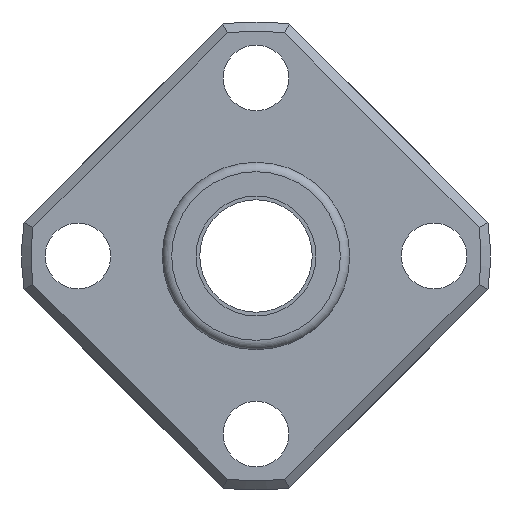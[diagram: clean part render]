
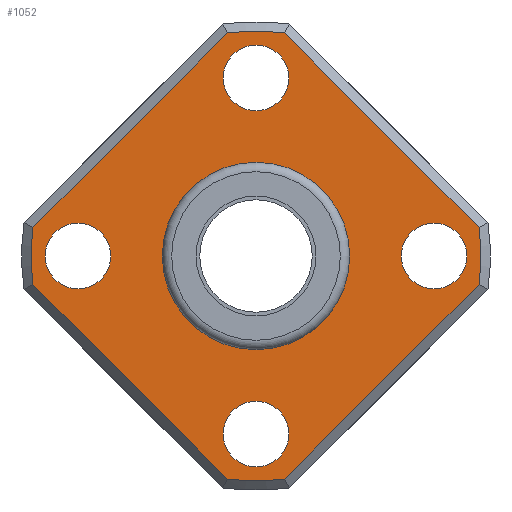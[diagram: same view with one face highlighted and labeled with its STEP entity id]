
A CAD part, left-side view. The second image highlights one B-rep face of the part: STEP entity #1052.
In plain terms, the highlighted planar face has unit normal (-1, 0, 0).
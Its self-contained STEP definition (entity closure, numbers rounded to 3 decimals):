
#60=CIRCLE('',#1143,5.);
#66=CIRCLE('',#1155,12.);
#67=CIRCLE('',#1156,12.);
#68=CIRCLE('',#1157,12.);
#69=CIRCLE('',#1158,12.);
#70=CIRCLE('',#1159,1.75);
#71=CIRCLE('',#1160,1.75);
#72=CIRCLE('',#1161,1.75);
#73=CIRCLE('',#1162,1.75);
#190=ORIENTED_EDGE('',*,*,#465,.T.);
#191=ORIENTED_EDGE('',*,*,#466,.T.);
#192=ORIENTED_EDGE('',*,*,#467,.T.);
#193=ORIENTED_EDGE('',*,*,#468,.T.);
#194=ORIENTED_EDGE('',*,*,#469,.T.);
#195=ORIENTED_EDGE('',*,*,#470,.T.);
#196=ORIENTED_EDGE('',*,*,#471,.T.);
#197=ORIENTED_EDGE('',*,*,#472,.T.);
#198=ORIENTED_EDGE('',*,*,#473,.T.);
#199=ORIENTED_EDGE('',*,*,#474,.T.);
#200=ORIENTED_EDGE('',*,*,#475,.T.);
#201=ORIENTED_EDGE('',*,*,#476,.T.);
#202=ORIENTED_EDGE('',*,*,#459,.F.);
#459=EDGE_CURVE('',#595,#595,#60,.F.);
#465=EDGE_CURVE('',#601,#602,#685,.T.);
#466=EDGE_CURVE('',#602,#603,#66,.F.);
#467=EDGE_CURVE('',#603,#604,#686,.T.);
#468=EDGE_CURVE('',#604,#605,#67,.F.);
#469=EDGE_CURVE('',#605,#606,#687,.T.);
#470=EDGE_CURVE('',#606,#607,#68,.F.);
#471=EDGE_CURVE('',#607,#608,#688,.T.);
#472=EDGE_CURVE('',#608,#601,#69,.F.);
#473=EDGE_CURVE('',#609,#609,#70,.T.);
#474=EDGE_CURVE('',#610,#610,#71,.T.);
#475=EDGE_CURVE('',#611,#611,#72,.T.);
#476=EDGE_CURVE('',#612,#612,#73,.T.);
#595=VERTEX_POINT('',#1672);
#601=VERTEX_POINT('',#1690);
#602=VERTEX_POINT('',#1691);
#603=VERTEX_POINT('',#1693);
#604=VERTEX_POINT('',#1695);
#605=VERTEX_POINT('',#1697);
#606=VERTEX_POINT('',#1699);
#607=VERTEX_POINT('',#1701);
#608=VERTEX_POINT('',#1703);
#609=VERTEX_POINT('',#1706);
#610=VERTEX_POINT('',#1708);
#611=VERTEX_POINT('',#1710);
#612=VERTEX_POINT('',#1712);
#685=LINE('',#1689,#765);
#686=LINE('',#1694,#766);
#687=LINE('',#1698,#767);
#688=LINE('',#1702,#768);
#765=VECTOR('',#1354,1000.);
#766=VECTOR('',#1357,1000.);
#767=VECTOR('',#1360,1000.);
#768=VECTOR('',#1363,1000.);
#823=EDGE_LOOP('',(#190,#191,#192,#193,#194,#195,#196,#197));
#824=EDGE_LOOP('',(#198));
#825=EDGE_LOOP('',(#199));
#826=EDGE_LOOP('',(#200));
#827=EDGE_LOOP('',(#201));
#828=EDGE_LOOP('',(#202));
#921=FACE_BOUND('',#823,.T.);
#922=FACE_BOUND('',#824,.T.);
#923=FACE_BOUND('',#825,.T.);
#924=FACE_BOUND('',#826,.T.);
#925=FACE_BOUND('',#827,.T.);
#926=FACE_BOUND('',#828,.T.);
#1004=PLANE('',#1154);
#1052=ADVANCED_FACE('',(#921,#922,#923,#924,#925,#926),#1004,.F.);
#1143=AXIS2_PLACEMENT_3D('',#1671,#1330,#1331);
#1154=AXIS2_PLACEMENT_3D('',#1688,#1352,#1353);
#1155=AXIS2_PLACEMENT_3D('',#1692,#1355,#1356);
#1156=AXIS2_PLACEMENT_3D('',#1696,#1358,#1359);
#1157=AXIS2_PLACEMENT_3D('',#1700,#1361,#1362);
#1158=AXIS2_PLACEMENT_3D('',#1704,#1364,#1365);
#1159=AXIS2_PLACEMENT_3D('',#1705,#1366,#1367);
#1160=AXIS2_PLACEMENT_3D('',#1707,#1368,#1369);
#1161=AXIS2_PLACEMENT_3D('',#1709,#1370,#1371);
#1162=AXIS2_PLACEMENT_3D('',#1711,#1372,#1373);
#1330=DIRECTION('',(1.,0.,0.));
#1331=DIRECTION('',(0.,0.,-1.));
#1352=DIRECTION('',(1.,0.,0.));
#1353=DIRECTION('',(0.,0.,-1.));
#1354=DIRECTION('',(0.,0.707,0.707));
#1355=DIRECTION('',(1.,0.,0.));
#1356=DIRECTION('',(0.,0.,-1.));
#1357=DIRECTION('',(0.,0.707,-0.707));
#1358=DIRECTION('',(1.,0.,0.));
#1359=DIRECTION('',(0.,0.,-1.));
#1360=DIRECTION('',(0.,-0.707,-0.707));
#1361=DIRECTION('',(1.,0.,0.));
#1362=DIRECTION('',(0.,0.,-1.));
#1363=DIRECTION('',(0.,-0.707,0.707));
#1364=DIRECTION('',(1.,0.,0.));
#1365=DIRECTION('',(0.,0.,-1.));
#1366=DIRECTION('',(1.,0.,0.));
#1367=DIRECTION('',(0.,0.,-1.));
#1368=DIRECTION('',(1.,0.,0.));
#1369=DIRECTION('',(0.,0.,-1.));
#1370=DIRECTION('',(1.,0.,0.));
#1371=DIRECTION('',(0.,0.,-1.));
#1372=DIRECTION('',(1.,0.,0.));
#1373=DIRECTION('',(0.,0.,-1.));
#1671=CARTESIAN_POINT('',(-30.,0.,0.));
#1672=CARTESIAN_POINT('',(-30.,0.,-5.));
#1688=CARTESIAN_POINT('',(-30.,0.,0.));
#1689=CARTESIAN_POINT('',(-30.,-6.718,6.718));
#1690=CARTESIAN_POINT('',(-30.,-11.902,1.533));
#1691=CARTESIAN_POINT('',(-30.,-1.533,11.902));
#1692=CARTESIAN_POINT('',(-30.,0.,0.));
#1693=CARTESIAN_POINT('',(-30.,1.533,11.902));
#1694=CARTESIAN_POINT('',(-30.,6.718,6.718));
#1695=CARTESIAN_POINT('',(-30.,11.902,1.533));
#1696=CARTESIAN_POINT('',(-30.,0.,0.));
#1697=CARTESIAN_POINT('',(-30.,11.902,-1.533));
#1698=CARTESIAN_POINT('',(-30.,6.718,-6.718));
#1699=CARTESIAN_POINT('',(-30.,1.533,-11.902));
#1700=CARTESIAN_POINT('',(-30.,0.,0.));
#1701=CARTESIAN_POINT('',(-30.,-1.533,-11.902));
#1702=CARTESIAN_POINT('',(-30.,-6.718,-6.718));
#1703=CARTESIAN_POINT('',(-30.,-11.902,-1.533));
#1704=CARTESIAN_POINT('',(-30.,0.,0.));
#1705=CARTESIAN_POINT('',(-30.,0.,9.5));
#1706=CARTESIAN_POINT('',(-30.,0.,7.75));
#1707=CARTESIAN_POINT('',(-30.,-9.5,0.));
#1708=CARTESIAN_POINT('',(-30.,-9.5,-1.75));
#1709=CARTESIAN_POINT('',(-30.,0.,-9.5));
#1710=CARTESIAN_POINT('',(-30.,0.,-11.25));
#1711=CARTESIAN_POINT('',(-30.,9.5,0.));
#1712=CARTESIAN_POINT('',(-30.,9.5,-1.75));
